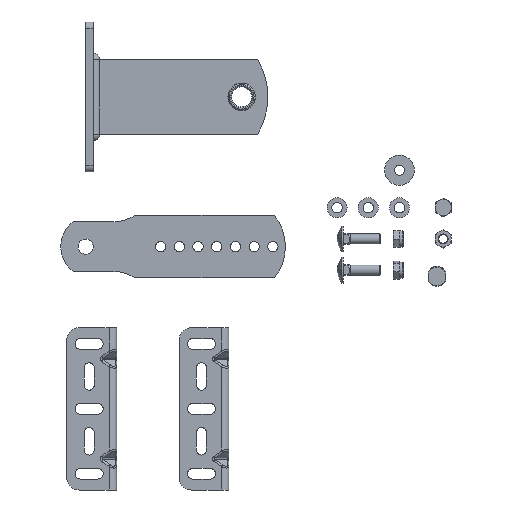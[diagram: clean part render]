
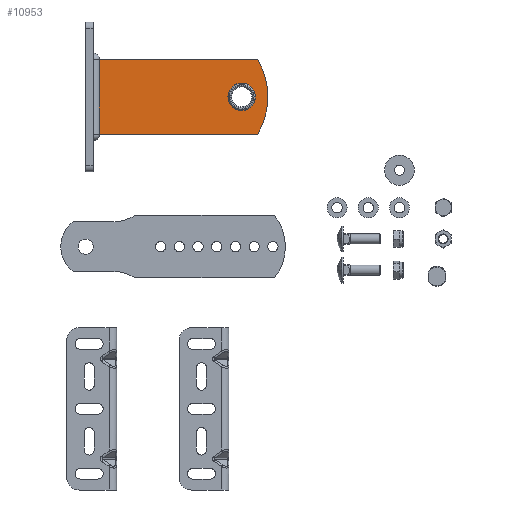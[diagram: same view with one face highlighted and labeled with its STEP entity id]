
A CAD part, front view. The second image highlights one B-rep face of the part: STEP entity #10953.
In plain terms, the highlighted planar face has unit normal (0, -1, 0).
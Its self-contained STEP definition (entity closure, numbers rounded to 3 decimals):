
#17 = EDGE_LOOP ( 'NONE', ( #3948, #17632, #6785, #16118 ) ) ;
#120 = CARTESIAN_POINT ( 'NONE',  ( 30., -5., 0. ) ) ;
#121 = CARTESIAN_POINT ( 'NONE',  ( 0., -5., 0. ) ) ;
#262 = LINE ( 'NONE', #4597, #7431 ) ;
#529 = CARTESIAN_POINT ( 'NONE',  ( -30., -5., 0. ) ) ;
#871 = CARTESIAN_POINT ( 'NONE',  ( 0., -5., 86. ) ) ;
#1091 = LINE ( 'NONE', #16344, #6220 ) ;
#1499 = LINE ( 'NONE', #121, #15529 ) ;
#2678 = FACE_OUTER_BOUND ( 'NONE', #17, .T. ) ;
#2741 = VERTEX_POINT ( 'NONE', #14459 ) ;
#3559 = VERTEX_POINT ( 'NONE', #529 ) ;
#3948 = ORIENTED_EDGE ( 'NONE', *, *, #6544, .F. ) ;
#4119 = CARTESIAN_POINT ( 'NONE',  ( -30., -5., 137.962 ) ) ;
#4597 = CARTESIAN_POINT ( 'NONE',  ( -30., -5., 0. ) ) ;
#4696 = AXIS2_PLACEMENT_3D ( 'NONE', #17922, #16727, #10956 ) ;
#4754 = VERTEX_POINT ( 'NONE', #6085 ) ;
#5251 = DIRECTION ( 'NONE',  ( 0., 0., 1. ) ) ;
#5360 = FACE_BOUND ( 'NONE', #15638, .T. ) ;
#5579 = CARTESIAN_POINT ( 'NONE',  ( 0., -5., 125. ) ) ;
#5659 = VERTEX_POINT ( 'NONE', #4119 ) ;
#6047 = CARTESIAN_POINT ( 'NONE',  ( 0., -5., 125. ) ) ;
#6085 = CARTESIAN_POINT ( 'NONE',  ( 0., -5., 114. ) ) ;
#6206 = DIRECTION ( 'NONE',  ( 0., 1., 0. ) ) ;
#6220 = VECTOR ( 'NONE', #5251, 1000. ) ;
#6314 = DIRECTION ( 'NONE',  ( 0., 1., 0. ) ) ;
#6403 = CIRCLE ( 'NONE', #10215, 60. ) ;
#6544 = EDGE_CURVE ( 'NONE', #3559, #5659, #262, .T. ) ;
#6735 = CARTESIAN_POINT ( 'NONE',  ( 0., -5., 136. ) ) ;
#6785 = ORIENTED_EDGE ( 'NONE', *, *, #17436, .T. ) ;
#6796 = ORIENTED_EDGE ( 'NONE', *, *, #9308, .T. ) ;
#7431 = VECTOR ( 'NONE', #10189, 1000. ) ;
#8428 = EDGE_CURVE ( 'NONE', #4754, #10295, #16590, .T. ) ;
#9308 = EDGE_CURVE ( 'NONE', #10295, #4754, #11375, .T. ) ;
#9837 = PLANE ( 'NONE',  #4696 ) ;
#10189 = DIRECTION ( 'NONE',  ( 0., 0., 1. ) ) ;
#10215 = AXIS2_PLACEMENT_3D ( 'NONE', #871, #6206, #13543 ) ;
#10295 = VERTEX_POINT ( 'NONE', #6735 ) ;
#10319 = DIRECTION ( 'NONE',  ( 1., 0., 0. ) ) ;
#10953 = ADVANCED_FACE ( 'NONE', ( #5360, #2678 ), #9837, .F. ) ;
#10956 = DIRECTION ( 'NONE',  ( 0., 0., 1. ) ) ;
#11375 = CIRCLE ( 'NONE', #17511, 11. ) ;
#13013 = VERTEX_POINT ( 'NONE', #120 ) ;
#13543 = DIRECTION ( 'NONE',  ( 0., 0., 1. ) ) ;
#14459 = CARTESIAN_POINT ( 'NONE',  ( 30., -5., 137.962 ) ) ;
#14684 = DIRECTION ( 'NONE',  ( 0., 0., 1. ) ) ;
#15036 = EDGE_CURVE ( 'NONE', #5659, #2741, #6403, .T. ) ;
#15529 = VECTOR ( 'NONE', #10319, 1000. ) ;
#15638 = EDGE_LOOP ( 'NONE', ( #16498, #6796 ) ) ;
#15994 = EDGE_CURVE ( 'NONE', #3559, #13013, #1499, .T. ) ;
#16118 = ORIENTED_EDGE ( 'NONE', *, *, #15036, .F. ) ;
#16344 = CARTESIAN_POINT ( 'NONE',  ( 30., -5., 0. ) ) ;
#16498 = ORIENTED_EDGE ( 'NONE', *, *, #8428, .T. ) ;
#16590 = CIRCLE ( 'NONE', #17152, 11. ) ;
#16684 = DIRECTION ( 'NONE',  ( 0., 1., 0. ) ) ;
#16727 = DIRECTION ( 'NONE',  ( 0., 1., 0. ) ) ;
#16951 = DIRECTION ( 'NONE',  ( 0., 0., 1. ) ) ;
#17152 = AXIS2_PLACEMENT_3D ( 'NONE', #5579, #16684, #16951 ) ;
#17436 = EDGE_CURVE ( 'NONE', #13013, #2741, #1091, .T. ) ;
#17511 = AXIS2_PLACEMENT_3D ( 'NONE', #6047, #6314, #14684 ) ;
#17632 = ORIENTED_EDGE ( 'NONE', *, *, #15994, .T. ) ;
#17922 = CARTESIAN_POINT ( 'NONE',  ( 0., -5., 0. ) ) ;
